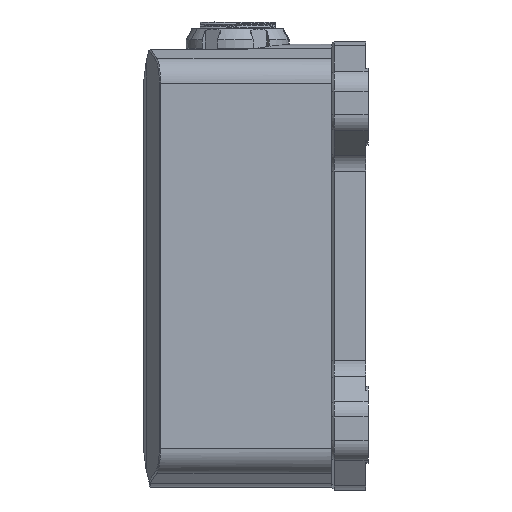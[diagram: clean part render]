
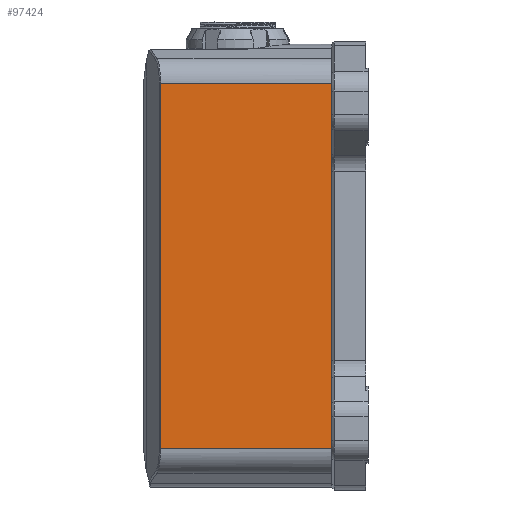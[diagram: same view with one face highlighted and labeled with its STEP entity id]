
A CAD part, left-side view. The second image highlights one B-rep face of the part: STEP entity #97424.
In plain terms, the highlighted planar face has unit normal (-1, 0, 0).
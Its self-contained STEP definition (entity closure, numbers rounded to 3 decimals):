
#38 = EDGE_LOOP ( 'NONE', ( #119990, #119992, #119994, #119996 ) ) ;
#3902 = CARTESIAN_POINT ( 'NONE',  ( -41., 36., -35.004 ) ) ;
#3927 = DIRECTION ( 'NONE',  ( 0., -1., 0. ) ) ;
#3932 = CARTESIAN_POINT ( 'NONE',  ( -41., 36., 35.004 ) ) ;
#3935 = DIRECTION ( 'NONE',  ( 0., -1., 0. ) ) ;
#3975 = CARTESIAN_POINT ( 'NONE',  ( -41., 32.8, -35.004 ) ) ;
#3985 = DIRECTION ( 'NONE',  ( 0., 0., -1. ) ) ;
#3989 = CARTESIAN_POINT ( 'NONE',  ( -41., 0., -35.004 ) ) ;
#3992 = DIRECTION ( 'NONE',  ( 0., 0., 1. ) ) ;
#5816 = AXIS2_PLACEMENT_3D ( 'NONE', #66849, #66854, #66855 ) ;
#9665 = FACE_OUTER_BOUND ( 'NONE', #38, .T. ) ;
#16787 = LINE ( 'NONE', #3902, #16828 ) ;
#16818 = LINE ( 'NONE', #3932, #16835 ) ;
#16824 = LINE ( 'NONE', #3975, #16839 ) ;
#16828 = VECTOR ( 'NONE', #3927, 1000. ) ;
#16835 = VECTOR ( 'NONE', #3935, 1000. ) ;
#16838 = LINE ( 'NONE', #3989, #16845 ) ;
#16839 = VECTOR ( 'NONE', #3985, 1000. ) ;
#16845 = VECTOR ( 'NONE', #3992, 1000. ) ;
#23050 = CARTESIAN_POINT ( 'NONE',  ( -41., 0., -35.004 ) ) ;
#23057 = CARTESIAN_POINT ( 'NONE',  ( -41., 32.8, -35.004 ) ) ;
#23059 = CARTESIAN_POINT ( 'NONE',  ( -41., 0., 35.004 ) ) ;
#23065 = CARTESIAN_POINT ( 'NONE',  ( -41., 32.8, 35.004 ) ) ;
#66848 = PLANE ( 'NONE',  #5816 ) ;
#66849 = CARTESIAN_POINT ( 'NONE',  ( -41., 36., -35.004 ) ) ;
#66854 = DIRECTION ( 'NONE',  ( 1., 0., 0. ) ) ;
#66855 = DIRECTION ( 'NONE',  ( 0., 0., -1. ) ) ;
#97424 = ADVANCED_FACE ( 'NONE', ( #9665 ), #66848, .F. ) ;
#117172 = VERTEX_POINT ( 'NONE', #23050 ) ;
#117176 = VERTEX_POINT ( 'NONE', #23057 ) ;
#117177 = VERTEX_POINT ( 'NONE', #23059 ) ;
#117180 = VERTEX_POINT ( 'NONE', #23065 ) ;
#118626 = EDGE_CURVE ( 'NONE', #117176, #117172, #16787, .T. ) ;
#118629 = EDGE_CURVE ( 'NONE', #117180, #117177, #16818, .T. ) ;
#118630 = EDGE_CURVE ( 'NONE', #117180, #117176, #16824, .T. ) ;
#118631 = EDGE_CURVE ( 'NONE', #117172, #117177, #16838, .T. ) ;
#119990 = ORIENTED_EDGE ( 'NONE', *, *, #118629, .F. ) ;
#119992 = ORIENTED_EDGE ( 'NONE', *, *, #118630, .T. ) ;
#119994 = ORIENTED_EDGE ( 'NONE', *, *, #118626, .T. ) ;
#119996 = ORIENTED_EDGE ( 'NONE', *, *, #118631, .T. ) ;
